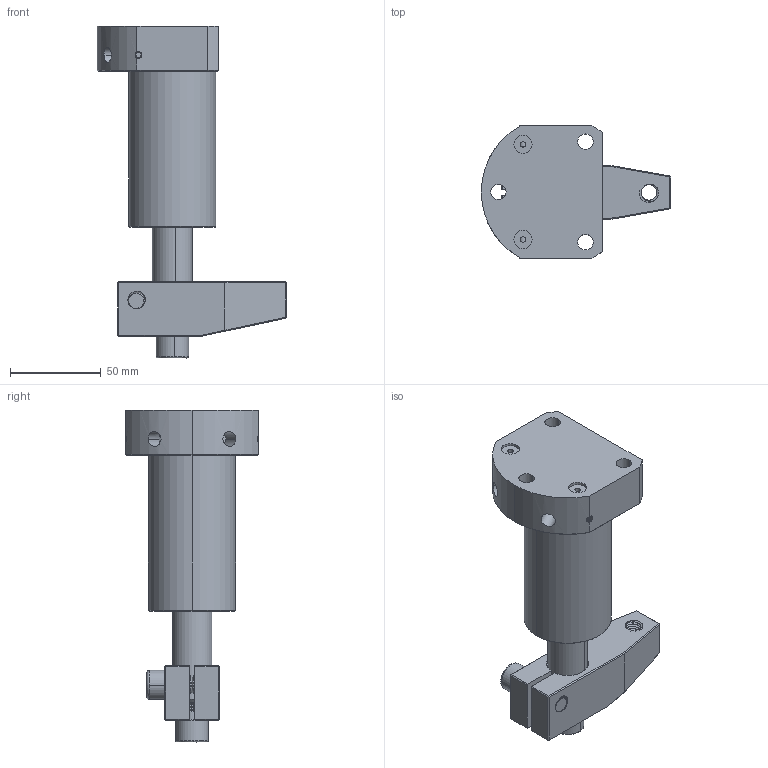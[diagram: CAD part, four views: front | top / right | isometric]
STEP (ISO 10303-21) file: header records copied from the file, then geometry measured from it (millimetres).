
FILE_DESCRIPTION (( 'STEP AP214' ), '1' );
FILE_NAME ('030-D121.STEP', '2019-05-21T02:37:12', ( '' ), ( '' ), 'SwSTEP 2.0', 'SolidWorks 2016', '' );
FILE_SCHEMA (( 'AUTOMOTIVE_DESIGN' ));
Length unit declared in the file: millimetre
Products named in the file (7): 050-D121HSG; 030-D121BT; 030-D121; socket set screw flat point_iso_ISO 4026 - M4 x 6-S; socket head cap screw_iso_ISO 4762 M10 x 30 --- 30S; socket head cap screw_iso_ISO 4762 M12 x 30 --- 30S; 050-121YB
Assembly tree (9 placements, depth 2):
  030-D121
    030-D121BT
    050-D121HSG
    050-121YB
    socket head cap screw_iso_ISO 4762 M12 x 30 --- 30S
    socket head cap screw_iso_ISO 4762 M10 x 30 --- 30S
    socket set screw flat point_iso_ISO 4026 - M4 x 6-S  x4
Bounding box: 104.4 x 73 x 183 mm (x, y, z)
Volume: 107456.5 mm3; surface area: 76070.7 mm2
Topology: 8 solids, 12 shells, 754 faces, 1824 edges, 1112 vertices
Faces by surface type: cone 314, cylinder 272, plane 138, torus 24, bspline 6
Entity records: 22720 total; most frequent: CARTESIAN_POINT 9616, DIRECTION 2858, ORIENTED_EDGE 2620, EDGE_CURVE 1312, AXIS2_PLACEMENT_3D 1139, VERTEX_POINT 797, EDGE_LOOP 597, VECTOR 580
